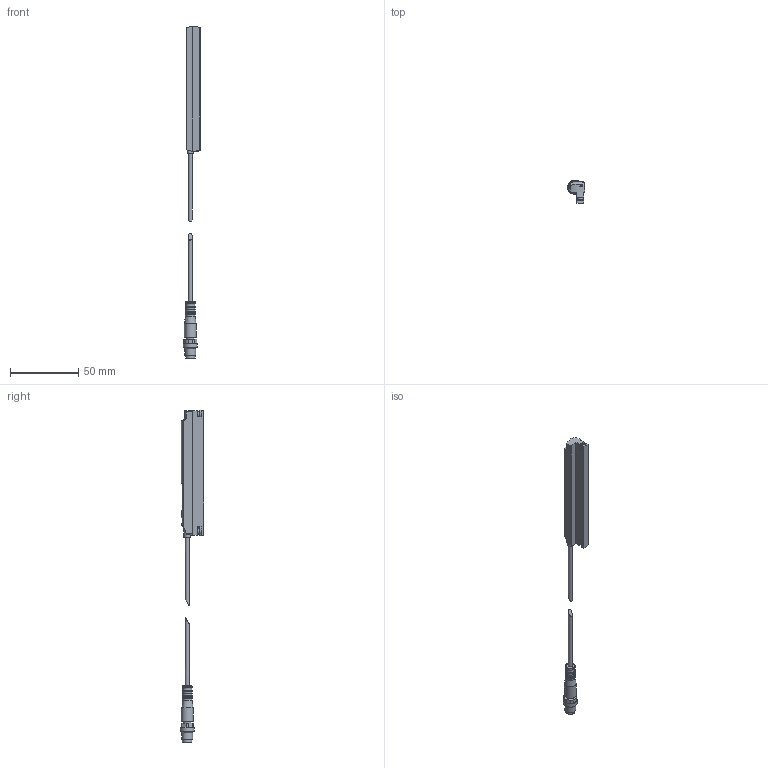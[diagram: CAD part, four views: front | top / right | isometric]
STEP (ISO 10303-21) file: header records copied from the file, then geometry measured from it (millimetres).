
FILE_DESCRIPTION(/* description */ ('STEP AP214'),/* implementation_level */ '2;1');
FILE_NAME(/* name */ '1531266_SDAT-MHS-M80-1L-SA-E-0_3-M8',/* time_stamp */ '2024-09-14T23:30:39+02:00',/* author */ ('License CC BY-ND 4.0'),/* organization */ ('CADENAS'),/* preprocessor_version */ 'ST-DEVELOPER v19.3',/* originating_system */ 'PARTsolutions',/* authorisation */ ' ');
FILE_SCHEMA (('AUTOMOTIVE_DESIGN {1 0 10303 214 3 1 1}'));
Length unit declared in the file: millimetre
Products named in the file (3): 1531266 SDAT-MHS-M80-1L-SA-E-0.3-M8; 1531266 SDAT-MHS-M80-1L-SA-E-0.3-M8-p; 1732840 SDAT-MHS
Assembly tree (2 placements, depth 2):
  1531266 SDAT-MHS-M80-1L-SA-E-0.3-M8
    1531266 SDAT-MHS-M80-1L-SA-E-0.3-M8-p
    1732840 SDAT-MHS
Bounding box: 12.5 x 17 x 242.52 mm (x, y, z)
Volume: 13090.1 mm3; surface area: 7641.4 mm2
Topology: 2 solids, 2 shells, 187 faces, 460 edges, 294 vertices
Faces by surface type: plane 93, cylinder 74, torus 8, cone 8, sphere 4
Full cylindrical faces by diameter (mm): 1 x4, 1.4 x2, 1.7 x1, 2 x3, 2.9 x2, 3 x1, 4 x2, 4.1 x2, 4.7 x1, 5.775 x1, 5.9 x1, 6.9 x1, 7 x5, 8 x1, 8.5 x1, 10 x1
Entity records: 6540 total; most frequent: CARTESIAN_POINT 965, DIRECTION 923, ORIENTED_EDGE 778, EDGE_CURVE 389, AXIS2_PLACEMENT_3D 362, VERTEX_POINT 271, FACE_BOUND 256, EDGE_LOOP 254
